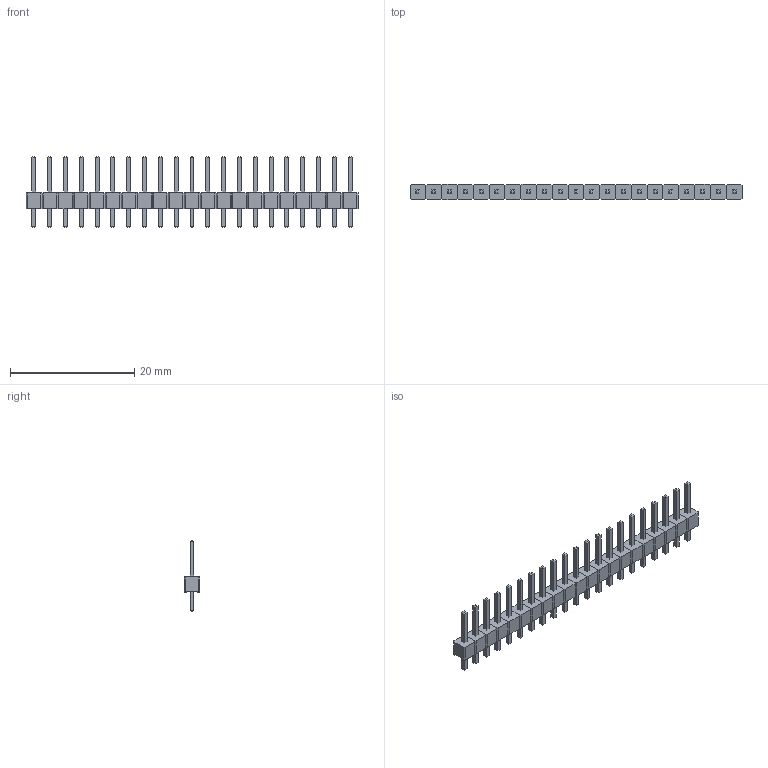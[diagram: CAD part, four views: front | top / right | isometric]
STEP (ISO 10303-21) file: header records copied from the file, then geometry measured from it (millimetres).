
FILE_DESCRIPTION(('FreeCAD Model'),'2;1');
FILE_NAME('Connecteur-2.54-Male-21_Contacts.step','2019-01-18T18:09:36',( 'Author'),(''),'Open CASCADE STEP processor 6.8','FreeCAD','Unknown' );
FILE_SCHEMA(('AUTOMOTIVE_DESIGN_CC2 { 1 2 10303 214 -1 1 5 4 }'));
Length unit declared in the file: millimetre
Products named in the file (3): ASSEMBLY; Array001; Array
Assembly tree (2 placements, depth 2):
  ASSEMBLY
    Array001
    Array
Bounding box: 53.34 x 2.54 x 11.38 mm (x, y, z)
Volume: 416.9 mm3; surface area: 1406 mm2
Topology: 42 solids, 42 shells, 588 faces, 1344 edges, 840 vertices
Faces by surface type: plane 588
Entity records: 33782 total; most frequent: CARTESIAN_POINT 5463, DIRECTION 5214, LINE 4032, VECTOR 4032, ORIENTED_EDGE 2688, PCURVE 2688, DEFINITIONAL_REPRESENTATION 2688, EDGE_CURVE 1344
